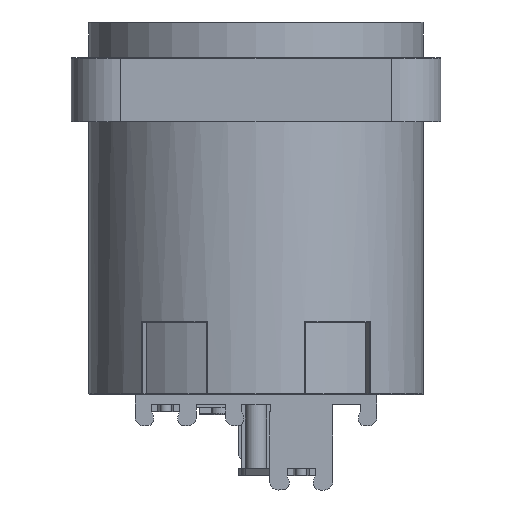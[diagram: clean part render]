
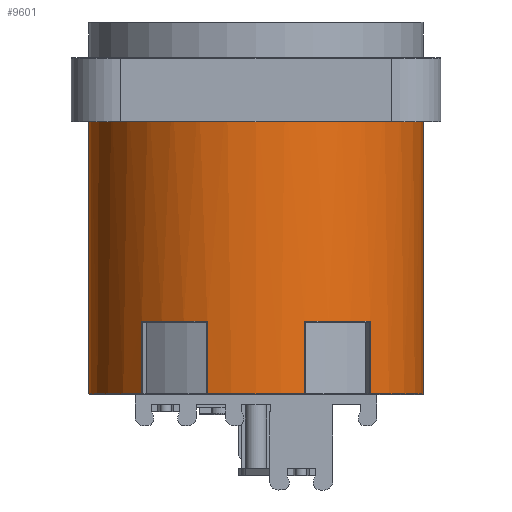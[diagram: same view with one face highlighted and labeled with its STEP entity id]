
A CAD part, front view. The second image highlights one B-rep face of the part: STEP entity #9601.
In plain terms, the highlighted cylindrical face has radius 11.75 mm (diameter 23.5 mm), a full revolution.
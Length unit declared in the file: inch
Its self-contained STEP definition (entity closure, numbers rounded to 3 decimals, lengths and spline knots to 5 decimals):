
#44=FACE_BOUND('',#3203,.T.);
#127=CIRCLE('',#9998,0.4626);
#130=CIRCLE('',#10002,0.4626);
#132=CIRCLE('',#10005,0.4626);
#133=CIRCLE('',#10006,0.4626);
#134=CIRCLE('',#10007,0.4626);
#135=CIRCLE('',#10008,0.4626);
#136=CIRCLE('',#10009,0.4626);
#137=CIRCLE('',#10010,0.4626);
#138=CIRCLE('',#10011,0.4626);
#139=CIRCLE('',#10012,0.4626);
#382=CYLINDRICAL_SURFACE('',#10004,0.4626);
#561=LINE('',#13299,#1744);
#562=LINE('',#13303,#1745);
#563=LINE('',#13307,#1746);
#564=LINE('',#13310,#1747);
#565=LINE('',#13311,#1748);
#566=LINE('',#13313,#1749);
#567=LINE('',#13319,#1750);
#568=LINE('',#13323,#1751);
#569=LINE('',#13327,#1752);
#570=LINE('',#13330,#1753);
#1744=VECTOR('',#10796,0.20079);
#1745=VECTOR('',#10799,0.20079);
#1746=VECTOR('',#10802,0.20079);
#1747=VECTOR('',#10805,0.20079);
#1748=VECTOR('',#10806,0.20079);
#1749=VECTOR('',#10807,0.20079);
#1750=VECTOR('',#10812,0.09843);
#1751=VECTOR('',#10815,0.09843);
#1752=VECTOR('',#10818,0.09843);
#1753=VECTOR('',#10821,0.09843);
#2856=FACE_OUTER_BOUND('',#3202,.T.);
#3202=EDGE_LOOP('',(#6863,#6864,#6865,#6866,#6867,#6868,#6869,#6870,#6871,
#6872,#6873,#6874));
#3203=EDGE_LOOP('',(#6875,#6876,#6877,#6878,#6879,#6880,#6881,#6882));
#3846=VERTEX_POINT('',#13253);
#3848=VERTEX_POINT('',#13256);
#3850=VERTEX_POINT('',#13262);
#3851=VERTEX_POINT('',#13263);
#3854=VERTEX_POINT('',#13297);
#3855=VERTEX_POINT('',#13298);
#3856=VERTEX_POINT('',#13300);
#3857=VERTEX_POINT('',#13302);
#3858=VERTEX_POINT('',#13304);
#3859=VERTEX_POINT('',#13306);
#3860=VERTEX_POINT('',#13308);
#3861=VERTEX_POINT('',#13312);
#3862=VERTEX_POINT('',#13315);
#3863=VERTEX_POINT('',#13316);
#3864=VERTEX_POINT('',#13318);
#3865=VERTEX_POINT('',#13320);
#3866=VERTEX_POINT('',#13322);
#3867=VERTEX_POINT('',#13324);
#3868=VERTEX_POINT('',#13326);
#3869=VERTEX_POINT('',#13328);
#5172=EDGE_CURVE('',#3846,#3848,#127,.T.);
#5175=EDGE_CURVE('',#3850,#3851,#130,.T.);
#5179=EDGE_CURVE('',#3854,#3855,#561,.T.);
#5180=EDGE_CURVE('',#3856,#3854,#132,.T.);
#5181=EDGE_CURVE('',#3857,#3856,#562,.T.);
#5182=EDGE_CURVE('',#3858,#3857,#133,.T.);
#5183=EDGE_CURVE('',#3859,#3858,#563,.T.);
#5184=EDGE_CURVE('',#3860,#3859,#134,.T.);
#5185=EDGE_CURVE('',#3851,#3860,#564,.T.);
#5186=EDGE_CURVE('',#3848,#3850,#565,.T.);
#5187=EDGE_CURVE('',#3861,#3846,#566,.T.);
#5188=EDGE_CURVE('',#3855,#3861,#135,.T.);
#5189=EDGE_CURVE('',#3862,#3863,#136,.T.);
#5190=EDGE_CURVE('',#3863,#3864,#567,.T.);
#5191=EDGE_CURVE('',#3865,#3864,#137,.T.);
#5192=EDGE_CURVE('',#3866,#3865,#568,.T.);
#5193=EDGE_CURVE('',#3866,#3867,#138,.T.);
#5194=EDGE_CURVE('',#3867,#3868,#569,.T.);
#5195=EDGE_CURVE('',#3869,#3868,#139,.T.);
#5196=EDGE_CURVE('',#3862,#3869,#570,.T.);
#6863=ORIENTED_EDGE('',*,*,#5179,.F.);
#6864=ORIENTED_EDGE('',*,*,#5180,.F.);
#6865=ORIENTED_EDGE('',*,*,#5181,.F.);
#6866=ORIENTED_EDGE('',*,*,#5182,.F.);
#6867=ORIENTED_EDGE('',*,*,#5183,.F.);
#6868=ORIENTED_EDGE('',*,*,#5184,.F.);
#6869=ORIENTED_EDGE('',*,*,#5185,.F.);
#6870=ORIENTED_EDGE('',*,*,#5175,.F.);
#6871=ORIENTED_EDGE('',*,*,#5186,.F.);
#6872=ORIENTED_EDGE('',*,*,#5172,.F.);
#6873=ORIENTED_EDGE('',*,*,#5187,.F.);
#6874=ORIENTED_EDGE('',*,*,#5188,.F.);
#6875=ORIENTED_EDGE('',*,*,#5189,.T.);
#6876=ORIENTED_EDGE('',*,*,#5190,.T.);
#6877=ORIENTED_EDGE('',*,*,#5191,.F.);
#6878=ORIENTED_EDGE('',*,*,#5192,.F.);
#6879=ORIENTED_EDGE('',*,*,#5193,.T.);
#6880=ORIENTED_EDGE('',*,*,#5194,.T.);
#6881=ORIENTED_EDGE('',*,*,#5195,.F.);
#6882=ORIENTED_EDGE('',*,*,#5196,.F.);
#9601=ADVANCED_FACE('',(#2856,#44),#382,.T.);
#9998=AXIS2_PLACEMENT_3D('',#13257,#10782,#10783);
#10002=AXIS2_PLACEMENT_3D('',#13264,#10790,#10791);
#10004=AXIS2_PLACEMENT_3D('',#13296,#10794,#10795);
#10005=AXIS2_PLACEMENT_3D('',#13301,#10797,#10798);
#10006=AXIS2_PLACEMENT_3D('',#13305,#10800,#10801);
#10007=AXIS2_PLACEMENT_3D('',#13309,#10803,#10804);
#10008=AXIS2_PLACEMENT_3D('',#13314,#10808,#10809);
#10009=AXIS2_PLACEMENT_3D('',#13317,#10810,#10811);
#10010=AXIS2_PLACEMENT_3D('',#13321,#10813,#10814);
#10011=AXIS2_PLACEMENT_3D('',#13325,#10816,#10817);
#10012=AXIS2_PLACEMENT_3D('',#13329,#10819,#10820);
#10782=DIRECTION('center_axis',(0.,0.,-1.));
#10783=DIRECTION('ref_axis',(0.966,0.259,0.));
#10790=DIRECTION('center_axis',(0.,0.,-1.));
#10791=DIRECTION('ref_axis',(0.5,-0.866,0.));
#10794=DIRECTION('center_axis',(0.,0.,1.));
#10795=DIRECTION('ref_axis',(1.,0.,0.));
#10796=DIRECTION('',(0.,0.,1.));
#10797=DIRECTION('center_axis',(0.,0.,-1.));
#10798=DIRECTION('ref_axis',(-0.966,0.259,0.));
#10799=DIRECTION('',(0.,0.,-1.));
#10800=DIRECTION('center_axis',(0.,0.,-1.));
#10801=DIRECTION('ref_axis',(-0.5,-0.866,0.));
#10802=DIRECTION('',(0.,0.,1.));
#10803=DIRECTION('center_axis',(0.,0.,-1.));
#10804=DIRECTION('ref_axis',(0.,-1.,0.));
#10805=DIRECTION('',(0.,0.,-1.));
#10806=DIRECTION('',(0.,0.,1.));
#10807=DIRECTION('',(0.,0.,-1.));
#10808=DIRECTION('center_axis',(0.,0.,-1.));
#10809=DIRECTION('ref_axis',(0.,1.,0.));
#10810=DIRECTION('center_axis',(0.,0.,-1.));
#10811=DIRECTION('ref_axis',(1.,0.,0.));
#10812=DIRECTION('',(0.,0.,1.));
#10813=DIRECTION('center_axis',(0.,0.,1.));
#10814=DIRECTION('ref_axis',(1.,0.,0.));
#10815=DIRECTION('',(0.,0.,1.));
#10816=DIRECTION('center_axis',(0.,0.,-1.));
#10817=DIRECTION('ref_axis',(1.,0.,0.));
#10818=DIRECTION('',(0.,0.,1.));
#10819=DIRECTION('center_axis',(0.,0.,1.));
#10820=DIRECTION('ref_axis',(1.,0.,0.));
#10821=DIRECTION('',(0.,0.,1.));
#13253=CARTESIAN_POINT('',(0.10478,0.45058,0.00197));
#13256=CARTESIAN_POINT('',(0.31603,-0.33782,0.00197));
#13257=CARTESIAN_POINT('Origin',(0.,0.,0.00197));
#13262=CARTESIAN_POINT('',(0.31603,-0.33782,0.20276));
#13263=CARTESIAN_POINT('',(0.13455,-0.4426,0.20276));
#13264=CARTESIAN_POINT('Origin',(0.,0.,0.20276));
#13296=CARTESIAN_POINT('Origin',(0.,0.,0.));
#13297=CARTESIAN_POINT('',(-0.10478,0.45058,0.00197));
#13298=CARTESIAN_POINT('',(-0.10478,0.45058,0.20276));
#13299=CARTESIAN_POINT('',(-0.10478,0.45058,0.));
#13300=CARTESIAN_POINT('',(-0.31603,-0.33782,0.00197));
#13301=CARTESIAN_POINT('Origin',(0.,0.,0.00197));
#13302=CARTESIAN_POINT('',(-0.31603,-0.33782,0.20276));
#13303=CARTESIAN_POINT('',(-0.31603,-0.33782,0.));
#13304=CARTESIAN_POINT('',(-0.13455,-0.4426,0.20276));
#13305=CARTESIAN_POINT('Origin',(0.,0.,0.20276));
#13306=CARTESIAN_POINT('',(-0.13455,-0.4426,0.00197));
#13307=CARTESIAN_POINT('',(-0.13455,-0.4426,0.));
#13308=CARTESIAN_POINT('',(0.13455,-0.4426,0.00197));
#13309=CARTESIAN_POINT('Origin',(0.,0.,0.00197));
#13310=CARTESIAN_POINT('',(0.13455,-0.4426,0.));
#13311=CARTESIAN_POINT('',(0.31603,-0.33782,0.));
#13312=CARTESIAN_POINT('',(0.10478,0.45058,0.20276));
#13313=CARTESIAN_POINT('',(0.10478,0.45058,0.));
#13314=CARTESIAN_POINT('Origin',(0.,0.,0.20276));
#13315=CARTESIAN_POINT('',(-0.43497,-0.15748,0.75591));
#13316=CARTESIAN_POINT('',(-0.43497,0.15748,0.75591));
#13317=CARTESIAN_POINT('Origin',(0.,0.,0.75591));
#13318=CARTESIAN_POINT('',(-0.43497,0.15748,0.85433));
#13319=CARTESIAN_POINT('',(-0.43497,0.15748,0.75591));
#13320=CARTESIAN_POINT('',(0.43497,0.15748,0.85433));
#13321=CARTESIAN_POINT('Origin',(0.,0.,0.85433));
#13322=CARTESIAN_POINT('',(0.43497,0.15748,0.75591));
#13323=CARTESIAN_POINT('',(0.43497,0.15748,0.75591));
#13324=CARTESIAN_POINT('',(0.43497,-0.15748,0.75591));
#13325=CARTESIAN_POINT('Origin',(0.,0.,0.75591));
#13326=CARTESIAN_POINT('',(0.43497,-0.15748,0.85433));
#13327=CARTESIAN_POINT('',(0.43497,-0.15748,0.75591));
#13328=CARTESIAN_POINT('',(-0.43497,-0.15748,0.85433));
#13329=CARTESIAN_POINT('Origin',(0.,0.,0.85433));
#13330=CARTESIAN_POINT('',(-0.43497,-0.15748,0.75591));
